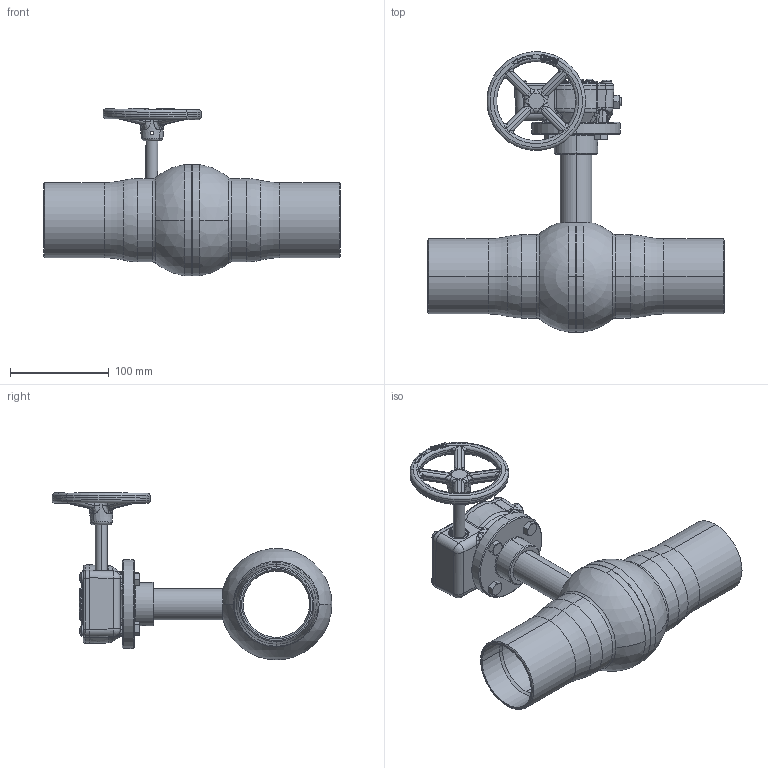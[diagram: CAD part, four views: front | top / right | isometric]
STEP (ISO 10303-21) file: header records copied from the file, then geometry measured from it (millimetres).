
FILE_DESCRIPTION (( 'STEP AP214' ), '1' );
FILE_NAME ('8600225065 480.step', '2025-05-29T08:15:17', ( '' ), ( '' ), 'SwSTEP 2.0', 'SolidWorks 2023', '' );
FILE_SCHEMA (( 'AUTOMOTIVE_DESIGN' ));
Length unit declared in the file: millimetre
Products named in the file (1): 8600225065 480
Bounding box: 300 x 283.64 x 169.97 mm (x, y, z)
Surface area: 176114.1 mm2 (no closed solid volume)
Topology: 0 solids, 16 shells, 802 faces, 2248 edges, 1420 vertices
Faces by surface type: plane 271, bspline 208, cylinder 135, cone 123, torus 46, sphere 19
Entity records: 43221 total; most frequent: CARTESIAN_POINT 25044, ORIENTED_EDGE 3989, DIRECTION 3272, EDGE_CURVE 2244, VERTEX_POINT 1420, AXIS2_PLACEMENT_3D 1257, EDGE_LOOP 850, FACE_OUTER_BOUND 802
